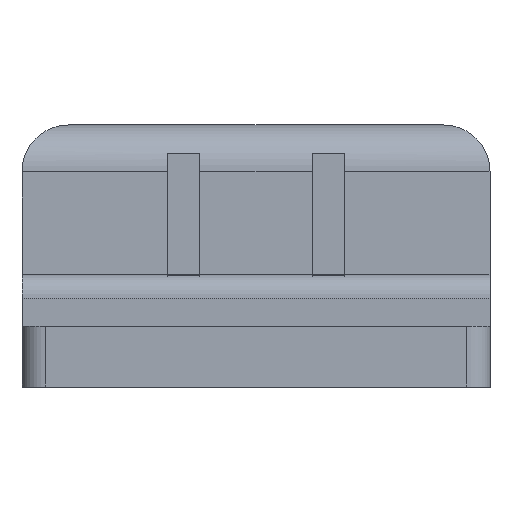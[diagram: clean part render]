
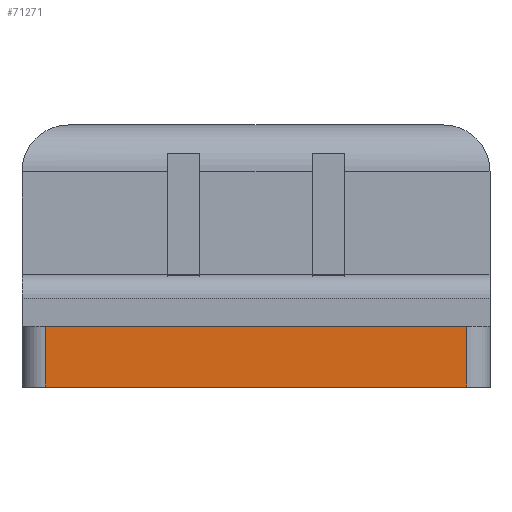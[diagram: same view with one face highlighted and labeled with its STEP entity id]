
A CAD part, front view. The second image highlights one B-rep face of the part: STEP entity #71271.
In plain terms, the highlighted planar face has unit normal (0, -1, 0).
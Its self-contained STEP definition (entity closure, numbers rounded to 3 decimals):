
#3487 = PLANE('',#3488);
#3488 = AXIS2_PLACEMENT_3D('',#3489,#3490,#3491);
#3489 = CARTESIAN_POINT('',(-36.,4.229,-1.));
#3490 = DIRECTION('',(0.,0.,-1.));
#3491 = DIRECTION('',(-1.,0.,0.));
#3515 = CYLINDRICAL_SURFACE('',#3516,2.5);
#3516 = AXIS2_PLACEMENT_3D('',#3517,#3518,#3519);
#3517 = CARTESIAN_POINT('',(-58.5,-65.5,-1.));
#3518 = DIRECTION('',(0.,0.,1.));
#3519 = DIRECTION('',(-1.,0.,0.));
#3543 = PLANE('',#3544);
#3544 = AXIS2_PLACEMENT_3D('',#3545,#3546,#3547);
#3545 = CARTESIAN_POINT('',(-61.,-68.,5.5));
#3546 = DIRECTION('',(0.,0.,1.));
#3547 = DIRECTION('',(1.,0.,0.));
#5061 = CYLINDRICAL_SURFACE('',#5062,2.5);
#5062 = AXIS2_PLACEMENT_3D('',#5063,#5064,#5065);
#5063 = CARTESIAN_POINT('',(-13.5,-65.5,-1.));
#5064 = DIRECTION('',(0.,0.,1.));
#5065 = DIRECTION('',(1.,0.,0.));
#25433 = VERTEX_POINT('',#25434);
#25434 = CARTESIAN_POINT('',(-58.5,-68.,5.5));
#25456 = EDGE_CURVE('',#25433,#25457,#25459,.T.);
#25457 = VERTEX_POINT('',#25458);
#25458 = CARTESIAN_POINT('',(-13.5,-68.,5.5));
#25459 = SURFACE_CURVE('',#25460,(#25464,#25471),.PCURVE_S1.);
#25460 = LINE('',#25461,#25462);
#25461 = CARTESIAN_POINT('',(-61.,-68.,5.5));
#25462 = VECTOR('',#25463,1.);
#25463 = DIRECTION('',(1.,0.,0.));
#25464 = PCURVE('',#3543,#25465);
#25465 = DEFINITIONAL_REPRESENTATION('',(#25466),#25470);
#25466 = LINE('',#25467,#25468);
#25467 = CARTESIAN_POINT('',(0.,0.));
#25468 = VECTOR('',#25469,1.);
#25469 = DIRECTION('',(1.,0.));
#25470 = ( GEOMETRIC_REPRESENTATION_CONTEXT(2) 
PARAMETRIC_REPRESENTATION_CONTEXT() REPRESENTATION_CONTEXT('2D SPACE',''
  ) );
#25471 = PCURVE('',#25472,#25477);
#25472 = PLANE('',#25473);
#25473 = AXIS2_PLACEMENT_3D('',#25474,#25475,#25476);
#25474 = CARTESIAN_POINT('',(-61.,-68.,-1.));
#25475 = DIRECTION('',(0.,1.,0.));
#25476 = DIRECTION('',(0.,0.,1.));
#25477 = DEFINITIONAL_REPRESENTATION('',(#25478),#25482);
#25478 = LINE('',#25479,#25480);
#25479 = CARTESIAN_POINT('',(6.5,0.));
#25480 = VECTOR('',#25481,1.);
#25481 = DIRECTION('',(0.,1.));
#25482 = ( GEOMETRIC_REPRESENTATION_CONTEXT(2) 
PARAMETRIC_REPRESENTATION_CONTEXT() REPRESENTATION_CONTEXT('2D SPACE',''
  ) );
#25640 = VERTEX_POINT('',#25641);
#25641 = CARTESIAN_POINT('',(-58.5,-68.,-1.));
#25667 = EDGE_CURVE('',#25640,#25433,#25668,.T.);
#25668 = SURFACE_CURVE('',#25669,(#25673,#25680),.PCURVE_S1.);
#25669 = LINE('',#25670,#25671);
#25670 = CARTESIAN_POINT('',(-58.5,-68.,-1.));
#25671 = VECTOR('',#25672,1.);
#25672 = DIRECTION('',(0.,0.,1.));
#25673 = PCURVE('',#3515,#25674);
#25674 = DEFINITIONAL_REPRESENTATION('',(#25675),#25679);
#25675 = LINE('',#25676,#25677);
#25676 = CARTESIAN_POINT('',(1.571,0.));
#25677 = VECTOR('',#25678,1.);
#25678 = DIRECTION('',(0.,1.));
#25679 = ( GEOMETRIC_REPRESENTATION_CONTEXT(2) 
PARAMETRIC_REPRESENTATION_CONTEXT() REPRESENTATION_CONTEXT('2D SPACE',''
  ) );
#25680 = PCURVE('',#25472,#25681);
#25681 = DEFINITIONAL_REPRESENTATION('',(#25682),#25686);
#25682 = LINE('',#25683,#25684);
#25683 = CARTESIAN_POINT('',(0.,2.5));
#25684 = VECTOR('',#25685,1.);
#25685 = DIRECTION('',(1.,0.));
#25686 = ( GEOMETRIC_REPRESENTATION_CONTEXT(2) 
PARAMETRIC_REPRESENTATION_CONTEXT() REPRESENTATION_CONTEXT('2D SPACE',''
  ) );
#25768 = VERTEX_POINT('',#25769);
#25769 = CARTESIAN_POINT('',(-13.5,-68.,-1.));
#25791 = EDGE_CURVE('',#25640,#25768,#25792,.T.);
#25792 = SURFACE_CURVE('',#25793,(#25797,#25804),.PCURVE_S1.);
#25793 = LINE('',#25794,#25795);
#25794 = CARTESIAN_POINT('',(-61.,-68.,-1.));
#25795 = VECTOR('',#25796,1.);
#25796 = DIRECTION('',(1.,0.,0.));
#25797 = PCURVE('',#3487,#25798);
#25798 = DEFINITIONAL_REPRESENTATION('',(#25799),#25803);
#25799 = LINE('',#25800,#25801);
#25800 = CARTESIAN_POINT('',(25.,-72.229));
#25801 = VECTOR('',#25802,1.);
#25802 = DIRECTION('',(-1.,0.));
#25803 = ( GEOMETRIC_REPRESENTATION_CONTEXT(2) 
PARAMETRIC_REPRESENTATION_CONTEXT() REPRESENTATION_CONTEXT('2D SPACE',''
  ) );
#25804 = PCURVE('',#25472,#25805);
#25805 = DEFINITIONAL_REPRESENTATION('',(#25806),#25810);
#25806 = LINE('',#25807,#25808);
#25807 = CARTESIAN_POINT('',(0.,0.));
#25808 = VECTOR('',#25809,1.);
#25809 = DIRECTION('',(0.,1.));
#25810 = ( GEOMETRIC_REPRESENTATION_CONTEXT(2) 
PARAMETRIC_REPRESENTATION_CONTEXT() REPRESENTATION_CONTEXT('2D SPACE',''
  ) );
#50650 = EDGE_CURVE('',#25768,#25457,#50651,.T.);
#50651 = SURFACE_CURVE('',#50652,(#50656,#50663),.PCURVE_S1.);
#50652 = LINE('',#50653,#50654);
#50653 = CARTESIAN_POINT('',(-13.5,-68.,-1.));
#50654 = VECTOR('',#50655,1.);
#50655 = DIRECTION('',(0.,0.,1.));
#50656 = PCURVE('',#5061,#50657);
#50657 = DEFINITIONAL_REPRESENTATION('',(#50658),#50662);
#50658 = LINE('',#50659,#50660);
#50659 = CARTESIAN_POINT('',(-1.571,0.));
#50660 = VECTOR('',#50661,1.);
#50661 = DIRECTION('',(0.,1.));
#50662 = ( GEOMETRIC_REPRESENTATION_CONTEXT(2) 
PARAMETRIC_REPRESENTATION_CONTEXT() REPRESENTATION_CONTEXT('2D SPACE',''
  ) );
#50663 = PCURVE('',#25472,#50664);
#50664 = DEFINITIONAL_REPRESENTATION('',(#50665),#50669);
#50665 = LINE('',#50666,#50667);
#50666 = CARTESIAN_POINT('',(0.,47.5));
#50667 = VECTOR('',#50668,1.);
#50668 = DIRECTION('',(1.,0.));
#50669 = ( GEOMETRIC_REPRESENTATION_CONTEXT(2) 
PARAMETRIC_REPRESENTATION_CONTEXT() REPRESENTATION_CONTEXT('2D SPACE',''
  ) );
#71271 = ADVANCED_FACE('',(#71272),#25472,.F.);
#71272 = FACE_BOUND('',#71273,.F.);
#71273 = EDGE_LOOP('',(#71274,#71275,#71276,#71277));
#71274 = ORIENTED_EDGE('',*,*,#25791,.F.);
#71275 = ORIENTED_EDGE('',*,*,#25667,.T.);
#71276 = ORIENTED_EDGE('',*,*,#25456,.T.);
#71277 = ORIENTED_EDGE('',*,*,#50650,.F.);
